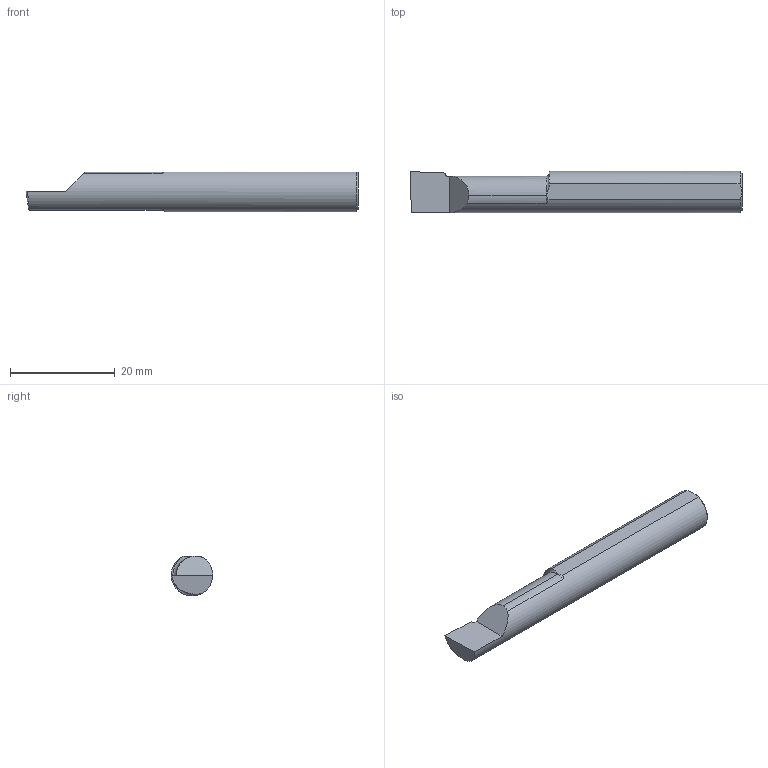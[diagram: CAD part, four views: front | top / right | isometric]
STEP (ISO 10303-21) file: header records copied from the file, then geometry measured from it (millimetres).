
FILE_DESCRIPTION (( 'STEP AP203' ), '1' );
FILE_NAME ('210492-LHBB318.STEP', '2024-09-03T19:18:16', ( '' ), ( '' ), 'SwSTEP 2.0', 'SolidWorks 2024', '' );
FILE_SCHEMA (( 'CONFIG_CONTROL_DESIGN' ));
Length unit declared in the file: inch
Products named in the file (1): 210492-LHBB318
Bounding box: 63.5 x 7.93 x 7.63 mm (x, y, z)
Volume: 2688.8 mm3; surface area: 1559.7 mm2
Topology: 1 solids, 1 shells, 20 faces, 51 edges, 33 vertices
Faces by surface type: plane 8, cylinder 5, torus 4, cone 3
Entity records: 736 total; most frequent: CARTESIAN_POINT 203, ORIENTED_EDGE 102, DIRECTION 88, EDGE_CURVE 51, AXIS2_PLACEMENT_3D 36, VERTEX_POINT 33, EDGE_LOOP 20, ADVANCED_FACE 20
